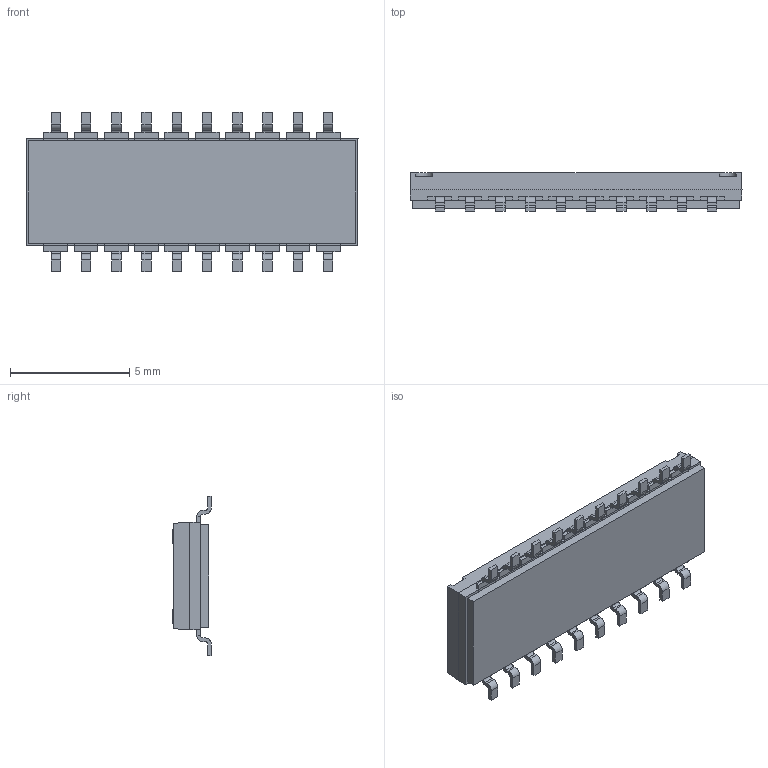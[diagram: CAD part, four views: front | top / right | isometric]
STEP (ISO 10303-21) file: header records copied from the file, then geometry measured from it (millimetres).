
FILE_DESCRIPTION((''),'2;1');
FILE_NAME('DHN-10-T_ASM','2017-09-13T',('sbuenzli'),(''),'PRO/ENGINEER BY PARAMETRIC TECHNOLOGY CORPORATION, 2016100','PRO/ENGINEER BY PARAMETRIC TECHNOLOGY CORPORATION, 2016100','');
FILE_SCHEMA(('CONFIG_CONTROL_DESIGN'));
Length unit declared in the file: millimetre
Products named in the file (13): NONE-1735; NONE-2109; NONE-2296; NONE-2686; NONE-3016; NONE-3329; NONE-4788; NONE-5111; NONE-5868; NONE-7567; NONE-7895; ASM0001_ASM; DHN-10-T_ASM
Assembly tree (12 placements, depth 3):
  DHN-10-T_ASM
    ASM0001_ASM
      NONE-1735
      NONE-2109
      NONE-2296
      NONE-2686
      NONE-3016
      NONE-3329
      NONE-4788
      NONE-5111
      NONE-5868
      NONE-7567
      NONE-7895
Bounding box: 13.93 x 1.61 x 6.7 mm (x, y, z)
Volume: 96.8 mm3; surface area: 349 mm2
Topology: 11 solids, 11 shells, 717 faces, 1867 edges, 1218 vertices
Faces by surface type: plane 489, cylinder 124, extrusion 104
Entity records: 26221 total; most frequent: CARTESIAN_POINT 8503, ORIENTED_EDGE 3734, DIRECTION 3313, EDGE_CURVE 1867, VECTOR 1511, LINE 1407, VERTEX_POINT 1218, AXIS2_PLACEMENT_3D 901
